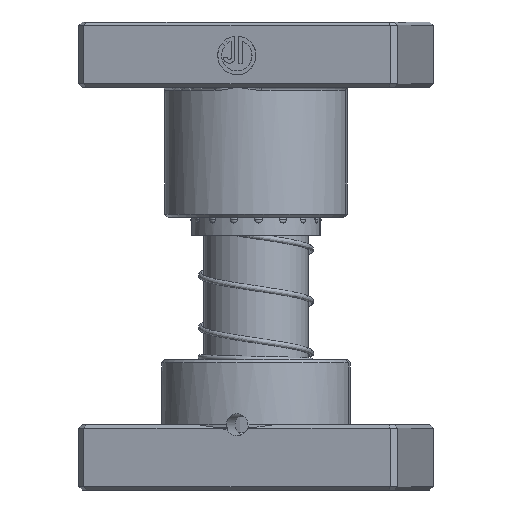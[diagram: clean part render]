
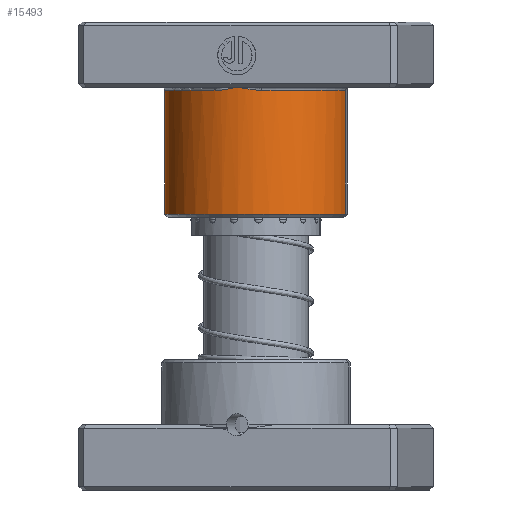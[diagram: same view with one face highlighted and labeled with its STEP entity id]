
A CAD part, front view. The second image highlights one B-rep face of the part: STEP entity #15493.
In plain terms, the highlighted cylindrical face has radius 28 mm (diameter 56 mm), a partial arc.
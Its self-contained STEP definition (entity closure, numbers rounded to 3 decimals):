
#283 = DIRECTION ( 'NONE',  ( 0., 0., -1. ) ) ;
#350 = VECTOR ( 'NONE', #283, 1000. ) ;
#1249 = CIRCLE ( 'NONE', #38767, 28. ) ;
#1884 = CARTESIAN_POINT ( 'NONE',  ( 4.873, 27.58, 20.837 ) ) ;
#2874 = VERTEX_POINT ( 'NONE', #7443 ) ;
#3411 = ORIENTED_EDGE ( 'NONE', *, *, #27049, .F. ) ;
#5191 = CARTESIAN_POINT ( 'NONE',  ( 3.054, 27.84, 20.566 ) ) ;
#5768 = CARTESIAN_POINT ( 'NONE',  ( -1.223, 28., 20.235 ) ) ;
#6591 = B_SPLINE_CURVE_WITH_KNOTS ( 'NONE', 3,
 ( #18191, #37744, #21474, #1884, #24742, #5191, #28034, #8482, #31278, #11776, #34568, #15012 ),
 .UNSPECIFIED., .F., .F.,
 ( 4, 2, 2, 2, 2, 4 ),
 ( 0., 0.002, 0.004, 0.006, 0.006, 0.007 ),
 .UNSPECIFIED. ) ;
#7443 = CARTESIAN_POINT ( 'NONE',  ( 7.289, 27.034, 21. ) ) ;
#7535 = CYLINDRICAL_SURFACE ( 'NONE', #27063, 28. ) ;
#8271 = CARTESIAN_POINT ( 'NONE',  ( 0., 0., 21. ) ) ;
#8482 = CARTESIAN_POINT ( 'NONE',  ( 1.529, 27.96, 20.291 ) ) ;
#9043 = ORIENTED_EDGE ( 'NONE', *, *, #16666, .T. ) ;
#9856 = EDGE_CURVE ( 'NONE', #2874, #35151, #6591, .T. ) ;
#10775 = VERTEX_POINT ( 'NONE', #32996 ) ;
#11537 = DIRECTION ( 'NONE',  ( 1., 0., 0. ) ) ;
#11763 = VERTEX_POINT ( 'NONE', #13152 ) ;
#11776 = CARTESIAN_POINT ( 'NONE',  ( 0.611, 27.995, 20.118 ) ) ;
#12714 = CIRCLE ( 'NONE', #27294, 28. ) ;
#12835 = VERTEX_POINT ( 'NONE', #24458 ) ;
#13152 = CARTESIAN_POINT ( 'NONE',  ( -7.289, 27.034, 21. ) ) ;
#14103 = CARTESIAN_POINT ( 'NONE',  ( 0., 0., 59. ) ) ;
#14476 = CARTESIAN_POINT ( 'NONE',  ( 28., 0., 60. ) ) ;
#14668 = ORIENTED_EDGE ( 'NONE', *, *, #39904, .T. ) ;
#15012 = CARTESIAN_POINT ( 'NONE',  ( 0., 28., 20. ) ) ;
#15493 = ADVANCED_FACE ( 'NONE', ( #42230 ), #7535, .T. ) ;
#15613 = CARTESIAN_POINT ( 'NONE',  ( 0., 0., 21. ) ) ;
#15633 = CARTESIAN_POINT ( 'NONE',  ( -4.268, 27.68, 20.755 ) ) ;
#15797 = EDGE_CURVE ( 'NONE', #35245, #12835, #17747, .T. ) ;
#15917 = DIRECTION ( 'NONE',  ( 0., 0., -1. ) ) ;
#16165 = ORIENTED_EDGE ( 'NONE', *, *, #15797, .T. ) ;
#16549 = VECTOR ( 'NONE', #20640, 1000. ) ;
#16666 = EDGE_CURVE ( 'NONE', #11763, #10775, #1249, .T. ) ;
#16747 = CARTESIAN_POINT ( 'NONE',  ( 0., 28., 20. ) ) ;
#16752 = VERTEX_POINT ( 'NONE', #26044 ) ;
#17394 = CARTESIAN_POINT ( 'NONE',  ( -28., 0., 60. ) ) ;
#17427 = DIRECTION ( 'NONE',  ( 1., 0., 0. ) ) ;
#17747 = LINE ( 'NONE', #14476, #350 ) ;
#18191 = CARTESIAN_POINT ( 'NONE',  ( 7.289, 27.034, 21. ) ) ;
#18931 = DIRECTION ( 'NONE',  ( 1., 0., 0. ) ) ;
#18944 = CARTESIAN_POINT ( 'NONE',  ( -6.081, 27.339, 20.959 ) ) ;
#20640 = DIRECTION ( 'NONE',  ( 0., 0., -1. ) ) ;
#21306 = ORIENTED_EDGE ( 'NONE', *, *, #9856, .T. ) ;
#21474 = CARTESIAN_POINT ( 'NONE',  ( 6.081, 27.339, 20.959 ) ) ;
#21531 = CIRCLE ( 'NONE', #40594, 28. ) ;
#22190 = CARTESIAN_POINT ( 'NONE',  ( -7.289, 27.034, 21. ) ) ;
#22746 = EDGE_CURVE ( 'NONE', #16752, #35245, #21531, .T. ) ;
#22816 = ORIENTED_EDGE ( 'NONE', *, *, #22746, .T. ) ;
#23032 = B_SPLINE_CURVE_WITH_KNOTS ( 'NONE', 3,
 ( #28630, #5768, #35176, #15633, #38461, #18944, #41763, #22190 ),
 .UNSPECIFIED., .F., .F.,
 ( 4, 2, 2, 4 ),
 ( 0., 0.004, 0.006, 0.007 ),
 .UNSPECIFIED. ) ;
#23900 = EDGE_LOOP ( 'NONE', ( #22816, #16165, #36608, #21306, #14668, #9043, #3411 ) ) ;
#24396 = EDGE_CURVE ( 'NONE', #12835, #2874, #12714, .T. ) ;
#24458 = CARTESIAN_POINT ( 'NONE',  ( 28., 0., 21. ) ) ;
#24742 = CARTESIAN_POINT ( 'NONE',  ( 4.268, 27.68, 20.755 ) ) ;
#25337 = CARTESIAN_POINT ( 'NONE',  ( 0., 0., 60. ) ) ;
#25498 = DIRECTION ( 'NONE',  ( -1., 0., 0. ) ) ;
#26044 = CARTESIAN_POINT ( 'NONE',  ( -28., 0., 59. ) ) ;
#27049 = EDGE_CURVE ( 'NONE', #16752, #10775, #41559, .T. ) ;
#27063 = AXIS2_PLACEMENT_3D ( 'NONE', #25337, #15917, #25498 ) ;
#27294 = AXIS2_PLACEMENT_3D ( 'NONE', #8271, #31060, #11537 ) ;
#28034 = CARTESIAN_POINT ( 'NONE',  ( 2.446, 27.9, 20.46 ) ) ;
#28630 = CARTESIAN_POINT ( 'NONE',  ( 0., 28., 20. ) ) ;
#30262 = CARTESIAN_POINT ( 'NONE',  ( 28., 0., 59. ) ) ;
#31060 = DIRECTION ( 'NONE',  ( 0., 0., 1. ) ) ;
#31278 = CARTESIAN_POINT ( 'NONE',  ( 1.223, 27.975, 20.234 ) ) ;
#32996 = CARTESIAN_POINT ( 'NONE',  ( -28., 0., 21. ) ) ;
#34568 = CARTESIAN_POINT ( 'NONE',  ( 0.304, 28., 20.058 ) ) ;
#35151 = VERTEX_POINT ( 'NONE', #16747 ) ;
#35176 = CARTESIAN_POINT ( 'NONE',  ( -2.448, 27.92, 20.472 ) ) ;
#35245 = VERTEX_POINT ( 'NONE', #30262 ) ;
#36608 = ORIENTED_EDGE ( 'NONE', *, *, #24396, .T. ) ;
#36931 = DIRECTION ( 'NONE',  ( 0., 0., -1. ) ) ;
#37744 = CARTESIAN_POINT ( 'NONE',  ( 6.685, 27.198, 21. ) ) ;
#38447 = DIRECTION ( 'NONE',  ( 0., 0., 1. ) ) ;
#38461 = CARTESIAN_POINT ( 'NONE',  ( -4.873, 27.58, 20.837 ) ) ;
#38767 = AXIS2_PLACEMENT_3D ( 'NONE', #15613, #38447, #18931 ) ;
#39904 = EDGE_CURVE ( 'NONE', #35151, #11763, #23032, .T. ) ;
#40594 = AXIS2_PLACEMENT_3D ( 'NONE', #14103, #36931, #17427 ) ;
#41559 = LINE ( 'NONE', #17394, #16549 ) ;
#41763 = CARTESIAN_POINT ( 'NONE',  ( -6.685, 27.198, 21. ) ) ;
#42230 = FACE_OUTER_BOUND ( 'NONE', #23900, .T. ) ;
